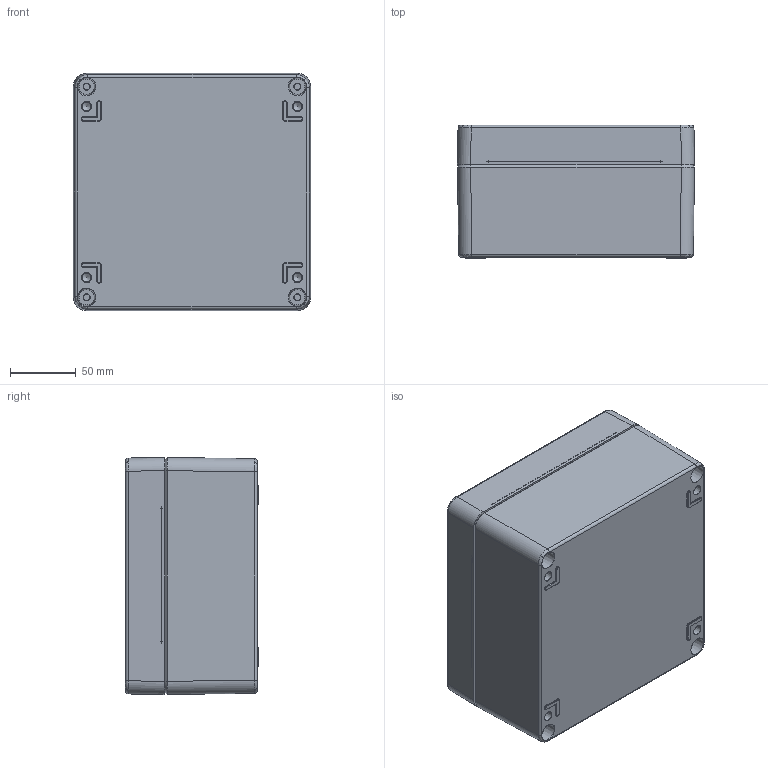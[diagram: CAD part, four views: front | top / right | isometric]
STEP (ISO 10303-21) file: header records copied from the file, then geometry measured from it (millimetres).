
FILE_DESCRIPTION(/* description */ (''),/* implementation_level */ '2;1');
FILE_NAME(/* name */ '09181810000-RST.stp',/* time_stamp */ '2021-09-06T14:20:26+02:00',/* author */ ('sl'),/* organization */ (''),/* preprocessor_version */ 'ST-DEVELOPER v16.5',/* originating_system */ 'Autodesk Inventor 2017',/* authorisation */ '');
FILE_SCHEMA (('AUTOMOTIVE_DESIGN { 1 0 10303 214 3 1 1 }'));
Products named in the file (8): Alu-Gehäuse-25-BG-0001-09_181810_000; Schraube-M6x35-10; Deckel-Alu-Gehäuse-25-BG-0002-09_181810_000; Deckel-Alu-Gehäuse-25-BT-0001-09_181810_000; Dichtlippe-Alu-Gehäuse-25-BT-0003-09_181810_000; UT-Alu-Gehäuse-25-BG-0003-09_181810_000; UT-Alu-Gehäuse-25-BT-0002-09_181810_000; Erdung-Edelstahl-Gehäuse-01-BT-0002-20101006000
Assembly tree (14 placements, depth 3):
  Alu-Gehäuse-25-BG-0001-09_181810_000
    Schraube-M6x35-10  x4
    Deckel-Alu-Gehäuse-25-BG-0002-09_181810_000
      Erdung-Edelstahl-Gehäuse-01-BT-0002-20101006000
      Deckel-Alu-Gehäuse-25-BT-0001-09_181810_000
      Dichtlippe-Alu-Gehäuse-25-BT-0003-09_181810_000
    UT-Alu-Gehäuse-25-BG-0003-09_181810_000
      UT-Alu-Gehäuse-25-BT-0002-09_181810_000
      Erdung-Edelstahl-Gehäuse-01-BT-0002-20101006000  x4
Bounding box: 180 x 101 x 180 mm (x, y, z)
Volume: 718022.7 mm3; surface area: 293816.5 mm2
Topology: 12 solids, 12 shells, 1093 faces, 2487 edges, 1471 vertices
Faces by surface type: plane 366, cylinder 280, bspline 264, cone 92, torus 83, sphere 8
Full cylindrical faces by diameter (mm): 4.7 x5, 5 x14, 5.3 x4, 6 x4, 6.5 x4, 8 x5, 8.393 x4
Entity records: 44839 total; most frequent: CARTESIAN_POINT 26465, ORIENTED_EDGE 3744, DIRECTION 3523, EDGE_CURVE 1872, AXIS2_PLACEMENT_3D 1367, VERTEX_POINT 1153, EDGE_LOOP 1119, FACE_OUTER_BOUND 911
